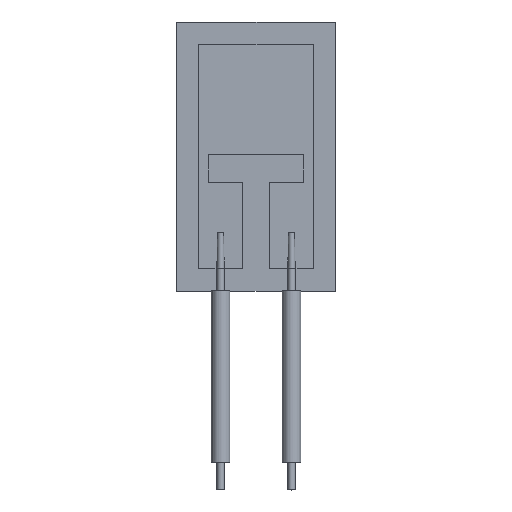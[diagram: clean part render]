
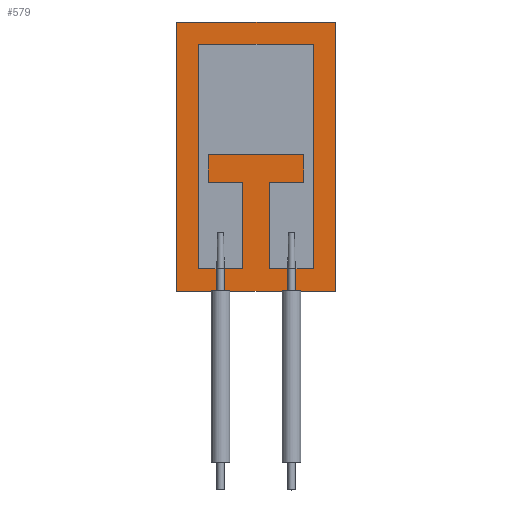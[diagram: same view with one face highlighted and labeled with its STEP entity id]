
A CAD part, top view. The second image highlights one B-rep face of the part: STEP entity #579.
In plain terms, the highlighted planar face has unit normal (0, 0, 1).
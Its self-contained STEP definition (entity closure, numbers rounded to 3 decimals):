
#57=FACE_OUTER_BOUND('',#95,.T.);
#95=EDGE_LOOP('',(#407,#408,#409,#410));
#133=LINE('',#858,#197);
#137=LINE('',#866,#201);
#140=LINE('',#872,#204);
#143=LINE('',#877,#207);
#197=VECTOR('',#688,10.);
#201=VECTOR('',#694,10.);
#204=VECTOR('',#699,10.);
#207=VECTOR('',#704,10.);
#261=VERTEX_POINT('',#856);
#262=VERTEX_POINT('',#857);
#265=VERTEX_POINT('',#865);
#267=VERTEX_POINT('',#871);
#313=EDGE_CURVE('',#261,#262,#133,.T.);
#317=EDGE_CURVE('',#265,#261,#137,.T.);
#320=EDGE_CURVE('',#267,#265,#140,.T.);
#323=EDGE_CURVE('',#262,#267,#143,.T.);
#407=ORIENTED_EDGE('',*,*,#323,.F.);
#408=ORIENTED_EDGE('',*,*,#313,.F.);
#409=ORIENTED_EDGE('',*,*,#317,.F.);
#410=ORIENTED_EDGE('',*,*,#320,.F.);
#551=PLANE('',#636);
#579=ADVANCED_FACE('',(#57),#551,.T.);
#636=AXIS2_PLACEMENT_3D('',#879,#706,#707);
#688=DIRECTION('',(0.,1.,0.));
#694=DIRECTION('',(-1.,0.,0.));
#699=DIRECTION('',(0.,-1.,0.));
#704=DIRECTION('',(1.,0.,0.));
#706=DIRECTION('center_axis',(0.,0.,1.));
#707=DIRECTION('ref_axis',(1.,0.,0.));
#856=CARTESIAN_POINT('',(-2.15,-3.65,0.));
#857=CARTESIAN_POINT('',(-2.15,3.65,0.));
#858=CARTESIAN_POINT('',(-2.15,-3.65,0.));
#865=CARTESIAN_POINT('',(2.15,-3.65,0.));
#866=CARTESIAN_POINT('',(2.15,-3.65,0.));
#871=CARTESIAN_POINT('',(2.15,3.65,0.));
#872=CARTESIAN_POINT('',(2.15,3.65,0.));
#877=CARTESIAN_POINT('',(-2.15,3.65,0.));
#879=CARTESIAN_POINT('Origin',(0.,0.,
0.));
